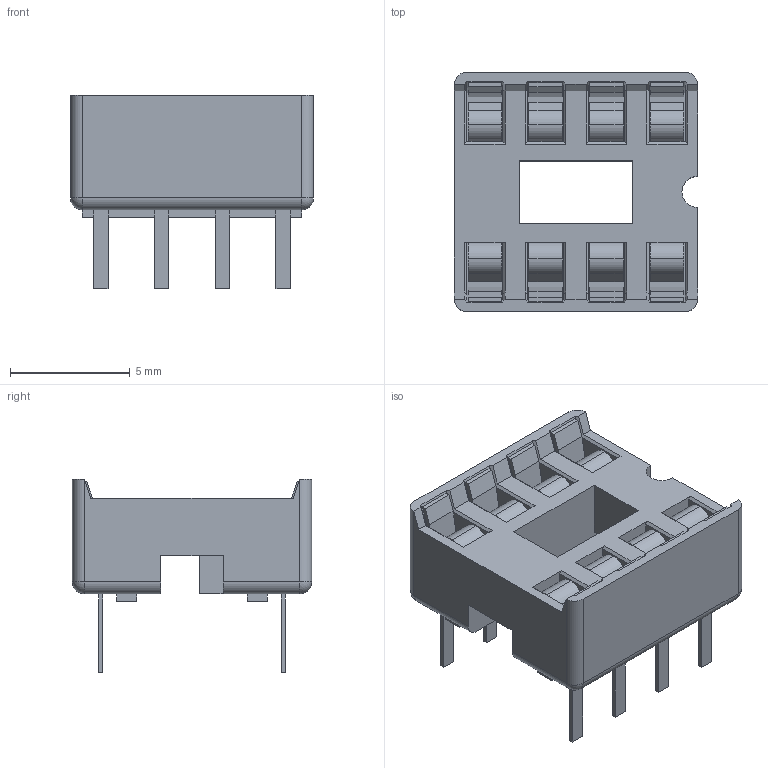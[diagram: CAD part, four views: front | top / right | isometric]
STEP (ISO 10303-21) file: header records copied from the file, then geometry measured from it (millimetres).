
FILE_DESCRIPTION(('STEP AP242'),'1');
FILE_NAME('1-2199298-2.stp','2021-02-12T11:05:40',('TraceParts'),('TraceParts S.A.'),'Spatial InterOp 3D',' ',' ');
FILE_SCHEMA(('AP242_MANAGED_MODEL_BASED_3D_ENGINEERING_MIM_LF {1 0 10303 442 1 1 4}'));
Length unit declared in the file: millimetre
Products named in the file (1): 1-2199298-2
Bounding box: 10.16 x 10 x 8.1 mm (x, y, z)
Volume: 330.5 mm3; surface area: 587.6 mm2
Topology: 1 solids, 1 shells, 304 faces, 845 edges, 542 vertices
Faces by surface type: plane 256, cylinder 44, sphere 4
Entity records: 9576 total; most frequent: CARTESIAN_POINT 1692, ORIENTED_EDGE 1690, DIRECTION 1543, EDGE_CURVE 845, LINE 757, VECTOR 757, VERTEX_POINT 542, AXIS2_PLACEMENT_3D 393
